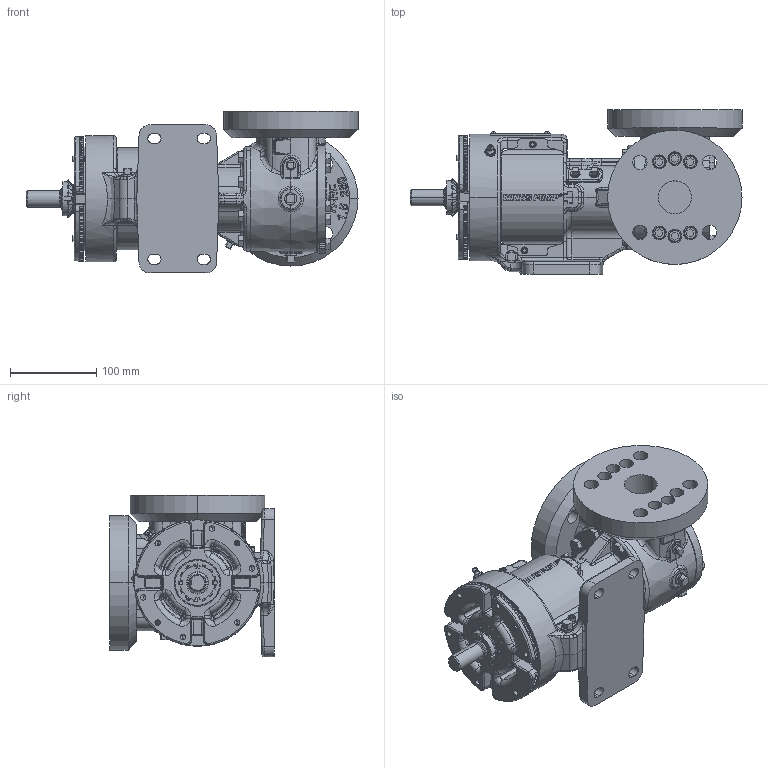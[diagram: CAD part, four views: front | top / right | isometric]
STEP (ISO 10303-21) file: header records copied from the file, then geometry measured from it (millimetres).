
FILE_DESCRIPTION (( 'STEP AP214' ), '1' );
FILE_NAME ('HV-4287.step', '2025-12-05T05:36:12', ( '' ), ( '' ), 'SwSTEP 2.0', 'SolidWorks 2024', '' );
FILE_SCHEMA (( 'AUTOMOTIVE_DESIGN' ));
Length unit declared in the file: millimetre
Products named in the file (1): HV-4287
Bounding box: 384.01 x 190.5 x 187.32 mm (x, y, z)
Volume: 3962762.5 mm3; surface area: 421316.5 mm2
Topology: 1 solids, 1 shells, 4228 faces, 10791 edges, 6775 vertices
Faces by surface type: plane 1431, bspline 1291, cylinder 876, cone 470, torus 90, sphere 70
Entity records: 176360 total; most frequent: CARTESIAN_POINT 84397, ORIENTED_EDGE 21434, DIRECTION 15501, EDGE_CURVE 10717, VERTEX_POINT 6768, AXIS2_PLACEMENT_3D 5475, LINE 4551, VECTOR 4551
